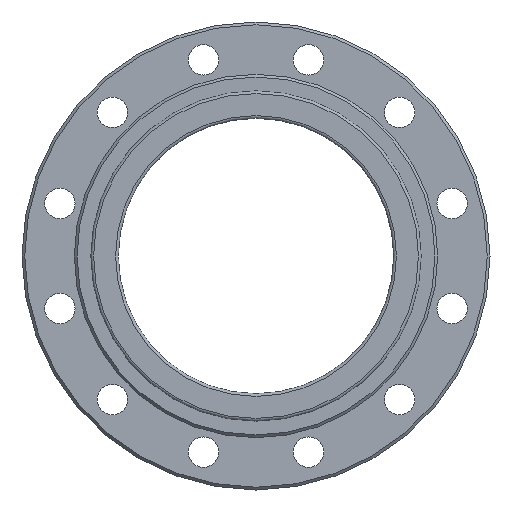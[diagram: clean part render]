
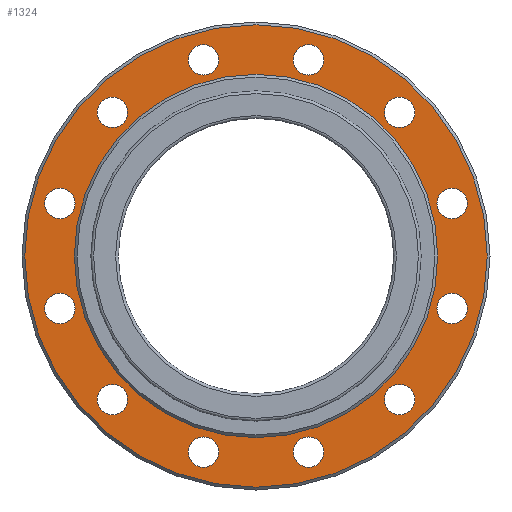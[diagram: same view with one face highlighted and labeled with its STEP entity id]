
A CAD part, left-side view. The second image highlights one B-rep face of the part: STEP entity #1324.
In plain terms, the highlighted planar face has unit normal (-1, 0, 0).
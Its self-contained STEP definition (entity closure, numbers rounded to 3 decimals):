
#69=FACE_BOUND('',#393,.T.);
#70=FACE_BOUND('',#394,.T.);
#71=FACE_BOUND('',#395,.T.);
#72=FACE_BOUND('',#396,.T.);
#73=FACE_BOUND('',#397,.T.);
#74=FACE_BOUND('',#398,.T.);
#75=FACE_BOUND('',#399,.T.);
#76=FACE_BOUND('',#400,.T.);
#77=FACE_BOUND('',#401,.T.);
#78=FACE_BOUND('',#402,.T.);
#79=FACE_BOUND('',#403,.T.);
#80=FACE_BOUND('',#404,.T.);
#81=FACE_BOUND('',#405,.T.);
#97=PLANE('',#1537);
#267=FACE_OUTER_BOUND('',#392,.T.);
#392=EDGE_LOOP('',(#1070));
#393=EDGE_LOOP('',(#1071));
#394=EDGE_LOOP('',(#1072));
#395=EDGE_LOOP('',(#1073));
#396=EDGE_LOOP('',(#1074));
#397=EDGE_LOOP('',(#1075));
#398=EDGE_LOOP('',(#1076));
#399=EDGE_LOOP('',(#1077));
#400=EDGE_LOOP('',(#1078));
#401=EDGE_LOOP('',(#1079));
#402=EDGE_LOOP('',(#1080));
#403=EDGE_LOOP('',(#1081));
#404=EDGE_LOOP('',(#1082));
#405=EDGE_LOOP('',(#1083));
#549=CIRCLE('',#1536,168.);
#550=CIRCLE('',#1538,132.);
#551=CIRCLE('',#1539,11.);
#552=CIRCLE('',#1540,11.);
#553=CIRCLE('',#1541,11.);
#554=CIRCLE('',#1542,11.);
#555=CIRCLE('',#1543,11.);
#556=CIRCLE('',#1544,11.);
#557=CIRCLE('',#1545,11.);
#558=CIRCLE('',#1546,11.);
#559=CIRCLE('',#1547,11.);
#560=CIRCLE('',#1548,11.);
#561=CIRCLE('',#1549,11.);
#562=CIRCLE('',#1550,11.);
#661=VERTEX_POINT('',#2309);
#662=VERTEX_POINT('',#2313);
#663=VERTEX_POINT('',#2315);
#664=VERTEX_POINT('',#2317);
#665=VERTEX_POINT('',#2319);
#666=VERTEX_POINT('',#2321);
#667=VERTEX_POINT('',#2323);
#668=VERTEX_POINT('',#2325);
#669=VERTEX_POINT('',#2327);
#670=VERTEX_POINT('',#2329);
#671=VERTEX_POINT('',#2331);
#672=VERTEX_POINT('',#2333);
#673=VERTEX_POINT('',#2335);
#674=VERTEX_POINT('',#2337);
#807=EDGE_CURVE('',#661,#661,#549,.T.);
#808=EDGE_CURVE('',#662,#662,#550,.T.);
#809=EDGE_CURVE('',#663,#663,#551,.T.);
#810=EDGE_CURVE('',#664,#664,#552,.T.);
#811=EDGE_CURVE('',#665,#665,#553,.T.);
#812=EDGE_CURVE('',#666,#666,#554,.T.);
#813=EDGE_CURVE('',#667,#667,#555,.T.);
#814=EDGE_CURVE('',#668,#668,#556,.T.);
#815=EDGE_CURVE('',#669,#669,#557,.T.);
#816=EDGE_CURVE('',#670,#670,#558,.T.);
#817=EDGE_CURVE('',#671,#671,#559,.T.);
#818=EDGE_CURVE('',#672,#672,#560,.T.);
#819=EDGE_CURVE('',#673,#673,#561,.T.);
#820=EDGE_CURVE('',#674,#674,#562,.T.);
#1070=ORIENTED_EDGE('',*,*,#807,.F.);
#1071=ORIENTED_EDGE('',*,*,#808,.F.);
#1072=ORIENTED_EDGE('',*,*,#809,.F.);
#1073=ORIENTED_EDGE('',*,*,#810,.F.);
#1074=ORIENTED_EDGE('',*,*,#811,.F.);
#1075=ORIENTED_EDGE('',*,*,#812,.F.);
#1076=ORIENTED_EDGE('',*,*,#813,.F.);
#1077=ORIENTED_EDGE('',*,*,#814,.F.);
#1078=ORIENTED_EDGE('',*,*,#815,.F.);
#1079=ORIENTED_EDGE('',*,*,#816,.F.);
#1080=ORIENTED_EDGE('',*,*,#817,.F.);
#1081=ORIENTED_EDGE('',*,*,#818,.F.);
#1082=ORIENTED_EDGE('',*,*,#819,.F.);
#1083=ORIENTED_EDGE('',*,*,#820,.F.);
#1324=ADVANCED_FACE('',(#267,#69,#70,#71,#72,#73,#74,#75,#76,#77,#78,#79,
#80,#81),#97,.F.);
#1536=AXIS2_PLACEMENT_3D('',#2311,#1920,#1921);
#1537=AXIS2_PLACEMENT_3D('',#2312,#1922,#1923);
#1538=AXIS2_PLACEMENT_3D('',#2314,#1924,#1925);
#1539=AXIS2_PLACEMENT_3D('',#2316,#1926,#1927);
#1540=AXIS2_PLACEMENT_3D('',#2318,#1928,#1929);
#1541=AXIS2_PLACEMENT_3D('',#2320,#1930,#1931);
#1542=AXIS2_PLACEMENT_3D('',#2322,#1932,#1933);
#1543=AXIS2_PLACEMENT_3D('',#2324,#1934,#1935);
#1544=AXIS2_PLACEMENT_3D('',#2326,#1936,#1937);
#1545=AXIS2_PLACEMENT_3D('',#2328,#1938,#1939);
#1546=AXIS2_PLACEMENT_3D('',#2330,#1940,#1941);
#1547=AXIS2_PLACEMENT_3D('',#2332,#1942,#1943);
#1548=AXIS2_PLACEMENT_3D('',#2334,#1944,#1945);
#1549=AXIS2_PLACEMENT_3D('',#2336,#1946,#1947);
#1550=AXIS2_PLACEMENT_3D('',#2338,#1948,#1949);
#1920=DIRECTION('center_axis',(1.,0.,0.));
#1921=DIRECTION('ref_axis',(0.,-1.,0.));
#1922=DIRECTION('center_axis',(1.,0.,0.));
#1923=DIRECTION('ref_axis',(0.,0.,-1.));
#1924=DIRECTION('center_axis',(-1.,0.,0.));
#1925=DIRECTION('ref_axis',(0.,0.,-1.));
#1926=DIRECTION('center_axis',(-1.,0.,0.));
#1927=DIRECTION('ref_axis',(0.,-1.,0.));
#1928=DIRECTION('center_axis',(-1.,0.,0.));
#1929=DIRECTION('ref_axis',(0.,-1.,0.));
#1930=DIRECTION('center_axis',(-1.,0.,0.));
#1931=DIRECTION('ref_axis',(0.,-1.,0.));
#1932=DIRECTION('center_axis',(-1.,0.,0.));
#1933=DIRECTION('ref_axis',(0.,-1.,0.));
#1934=DIRECTION('center_axis',(-1.,0.,0.));
#1935=DIRECTION('ref_axis',(0.,-1.,0.));
#1936=DIRECTION('center_axis',(-1.,0.,0.));
#1937=DIRECTION('ref_axis',(0.,-1.,0.));
#1938=DIRECTION('center_axis',(-1.,0.,0.));
#1939=DIRECTION('ref_axis',(0.,-1.,0.));
#1940=DIRECTION('center_axis',(-1.,0.,0.));
#1941=DIRECTION('ref_axis',(0.,-1.,0.));
#1942=DIRECTION('center_axis',(-1.,0.,0.));
#1943=DIRECTION('ref_axis',(0.,-1.,0.));
#1944=DIRECTION('center_axis',(-1.,0.,0.));
#1945=DIRECTION('ref_axis',(0.,-1.,0.));
#1946=DIRECTION('center_axis',(-1.,0.,0.));
#1947=DIRECTION('ref_axis',(0.,-1.,0.));
#1948=DIRECTION('center_axis',(-1.,0.,0.));
#1949=DIRECTION('ref_axis',(0.,-1.,0.));
#2309=CARTESIAN_POINT('',(0.,168.,0.));
#2311=CARTESIAN_POINT('Origin',(0.,0.,0.));
#2312=CARTESIAN_POINT('Origin',(0.,0.,0.));
#2313=CARTESIAN_POINT('',(0.,0.,132.));
#2314=CARTESIAN_POINT('Origin',(0.,0.,0.));
#2315=CARTESIAN_POINT('',(0.,153.474,-38.176));
#2316=CARTESIAN_POINT('Origin',(0.,142.474,-38.176));
#2317=CARTESIAN_POINT('',(0.,153.474,38.176));
#2318=CARTESIAN_POINT('Origin',(0.,142.474,38.176));
#2319=CARTESIAN_POINT('',(0.,115.298,104.298));
#2320=CARTESIAN_POINT('Origin',(0.,104.298,104.298));
#2321=CARTESIAN_POINT('',(0.,49.176,142.474));
#2322=CARTESIAN_POINT('Origin',(0.,38.176,142.474));
#2323=CARTESIAN_POINT('',(0.,-27.176,142.474));
#2324=CARTESIAN_POINT('Origin',(0.,-38.176,142.474));
#2325=CARTESIAN_POINT('',(0.,-93.298,104.298));
#2326=CARTESIAN_POINT('Origin',(0.,-104.298,104.298));
#2327=CARTESIAN_POINT('',(0.,-131.474,38.176));
#2328=CARTESIAN_POINT('Origin',(0.,-142.474,38.176));
#2329=CARTESIAN_POINT('',(0.,-131.474,-38.176));
#2330=CARTESIAN_POINT('Origin',(0.,-142.474,-38.176));
#2331=CARTESIAN_POINT('',(0.,-93.298,-104.298));
#2332=CARTESIAN_POINT('Origin',(0.,-104.298,-104.298));
#2333=CARTESIAN_POINT('',(0.,-27.176,-142.474));
#2334=CARTESIAN_POINT('Origin',(0.,-38.176,-142.474));
#2335=CARTESIAN_POINT('',(0.,49.176,-142.474));
#2336=CARTESIAN_POINT('Origin',(0.,38.176,-142.474));
#2337=CARTESIAN_POINT('',(0.,115.298,-104.298));
#2338=CARTESIAN_POINT('Origin',(0.,104.298,-104.298));
